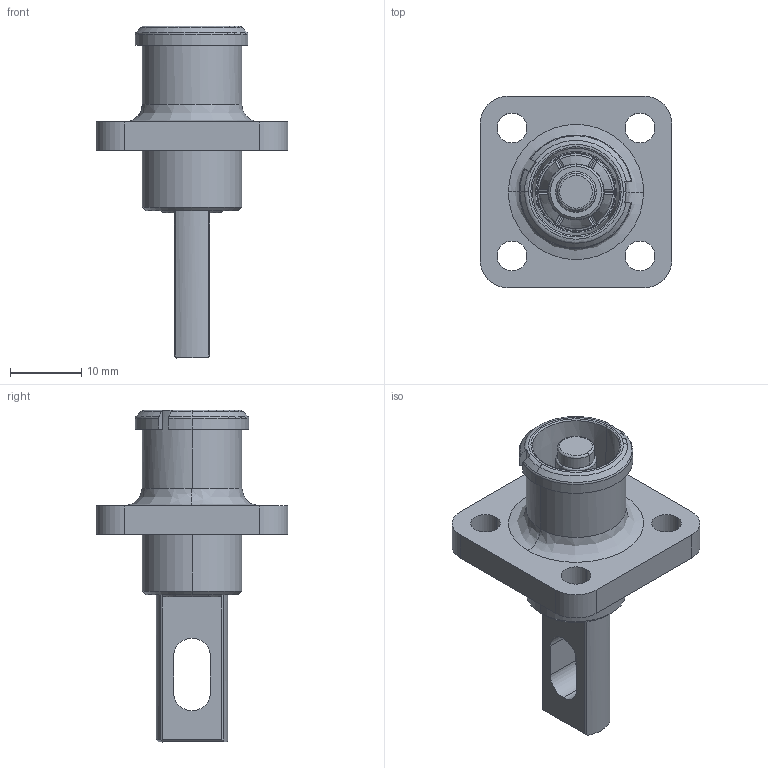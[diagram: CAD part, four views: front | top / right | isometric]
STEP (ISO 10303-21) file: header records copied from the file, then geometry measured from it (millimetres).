
FILE_DESCRIPTION (( 'STEP AP203' ), '1' );
FILE_NAME ('10-730187-X104_F.STEP', '2023-02-01T03:44:40', ( '' ), ( '' ), 'SwSTEP 2.0', 'SolidWorks 2019', '' );
FILE_SCHEMA (( 'CONFIG_CONTROL_DESIGN' ));
Length unit declared in the file: millimetre
Products named in the file (1): 10-730187-X104_F
Bounding box: 27 x 27 x 46.7 mm (x, y, z)
Volume: 5418.1 mm3; surface area: 5335.9 mm2
Topology: 1 solids, 10 shells, 515 faces, 1465 edges, 959 vertices
Faces by surface type: bspline 200, plane 182, cylinder 78, cone 40, torus 15
Entity records: 26491 total; most frequent: CARTESIAN_POINT 14333, ORIENTED_EDGE 2922, DIRECTION 1838, EDGE_CURVE 1461, VERTEX_POINT 959, VECTOR 700, LINE 700, EDGE_LOOP 578
